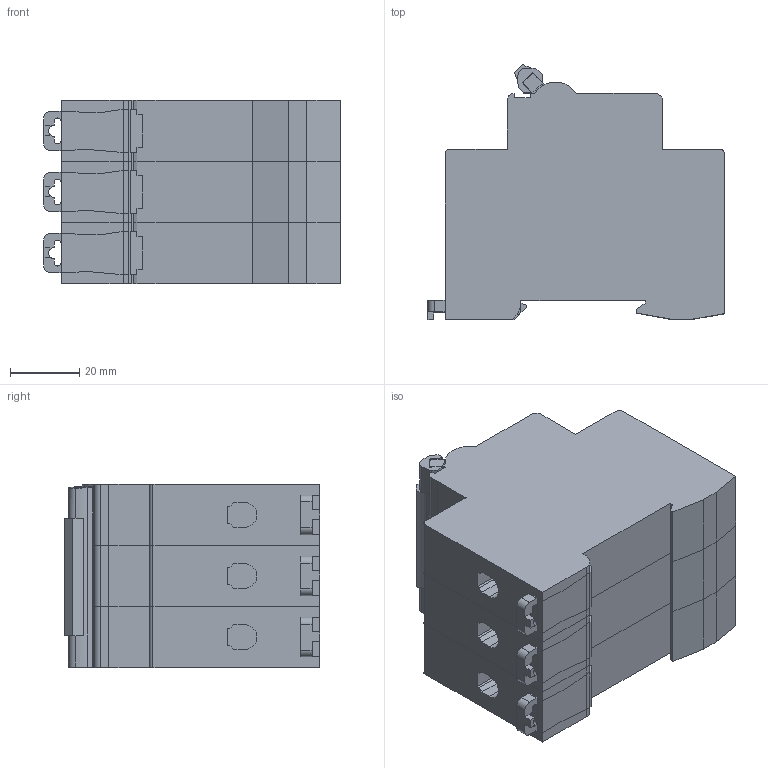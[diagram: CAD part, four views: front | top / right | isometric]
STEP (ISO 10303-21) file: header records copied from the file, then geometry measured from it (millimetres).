
FILE_DESCRIPTION((''),'2;1');
FILE_NAME('SB111683_3D-SIMPLIFIED_ASM','2015-05-05T',('gfernandez'),(''),'PRO/ENGINEER BY PARAMETRIC TECHNOLOGY CORPORATION, 2006170','PRO/ENGINEER BY PARAMETRIC TECHNOLOGY CORPORATION, 2006170','');
FILE_SCHEMA(('CONFIG_CONTROL_DESIGN'));
Length unit declared in the file: millimetre
Products named in the file (30): PRT0071_1; PRT0072_1; PRT0073_1; PRT0074_1; ASM0033_ASM_1_ASM; ASM0032_ASM_1_ASM; ASM0031_ASM_1_ASM; ASM0030_ASM_1_ASM; PRT0075_1; PRT0076_1; PRT0077_1; PRT0078_1; ASM0037_ASM_1_ASM; ASM0036_ASM_1_ASM; ASM0035_ASM_1_ASM; ASM0034_ASM_1_ASM; PRT0079_1; PRT0080_1; PRT0081_1; PRT0082_1; ASM0041_ASM_1_ASM; ASM0040_ASM_1_ASM; ASM0039_ASM_1_ASM; ASM0038_ASM_1_ASM; MANETTE_1_1; ASM0042_ASM_1_ASM_1_ASM; MANETTE_3P_2-SIMPLIFIED_ASM_1_A_ASM; MANETTE_3P_2-SIMPLIFIED_ASM_ASM_ASM; SB111683_3D-SIMPLIFIED_ASM_3_ASM; SB111683_3D-SIMPLIFIED_ASM
Assembly tree (29 placements, depth 7):
  SB111683_3D-SIMPLIFIED_ASM
    SB111683_3D-SIMPLIFIED_ASM_3_ASM
      ASM0030_ASM_1_ASM
        ASM0031_ASM_1_ASM
          ASM0032_ASM_1_ASM
            PRT0071_1
            PRT0072_1
            ASM0033_ASM_1_ASM
              PRT0073_1
              PRT0074_1
      ASM0034_ASM_1_ASM
        ASM0035_ASM_1_ASM
          ASM0036_ASM_1_ASM
            PRT0075_1
            PRT0076_1
            ASM0037_ASM_1_ASM
              PRT0077_1
              PRT0078_1
      ASM0038_ASM_1_ASM
        ASM0039_ASM_1_ASM
          ASM0040_ASM_1_ASM
            PRT0079_1
            PRT0080_1
            ASM0041_ASM_1_ASM
              PRT0081_1
              PRT0082_1
      MANETTE_3P_2-SIMPLIFIED_ASM_ASM_ASM
        MANETTE_3P_2-SIMPLIFIED_ASM_1_A_ASM
          ASM0042_ASM_1_ASM_1_ASM
            MANETTE_1_1
Bounding box: 85.9 x 73.99 x 53.1 mm (x, y, z)
Volume: 242748.9 mm3; surface area: 53630 mm2
Topology: 13 solids, 13 shells, 435 faces, 1212 edges, 812 vertices
Faces by surface type: plane 349, cylinder 74, torus 12
Entity records: 14870 total; most frequent: CARTESIAN_POINT 2816, DIRECTION 2429, ORIENTED_EDGE 2424, EDGE_CURVE 1212, VECTOR 975, LINE 975, VERTEX_POINT 812, AXIS2_PLACEMENT_3D 727
